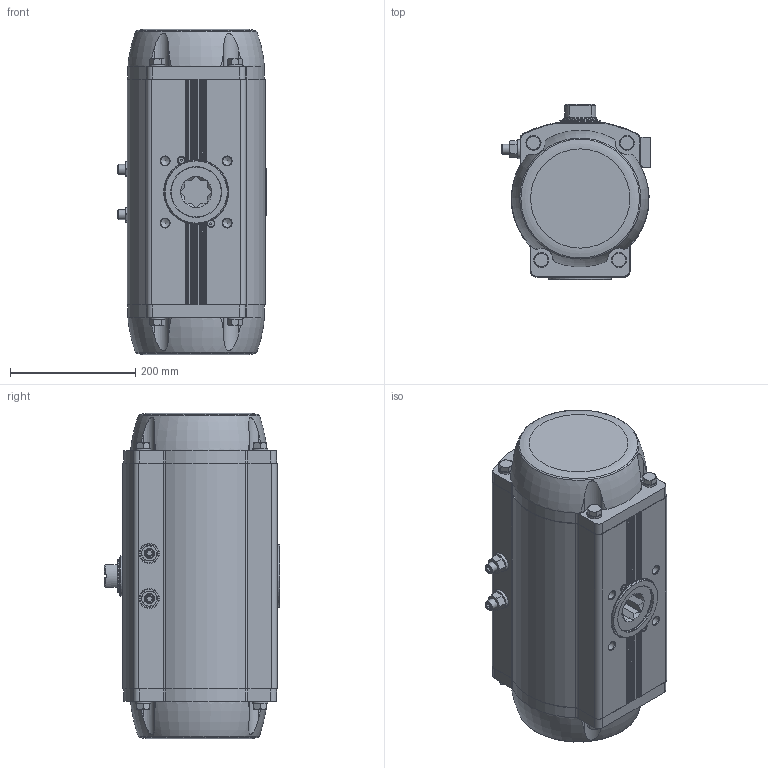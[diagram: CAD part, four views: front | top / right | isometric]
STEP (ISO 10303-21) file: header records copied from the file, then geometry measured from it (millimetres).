
FILE_DESCRIPTION(/* description */ ('STEP AP214'),/* implementation_level */ '2;1');
FILE_NAME(/* name */ '8102904_DFPD-1200-RP-90-RS45-F14-R3-C-VDE2',/* time_stamp */ '2024-08-15T16:48:57+02:00',/* author */ ('License CC BY-ND 4.0'),/* organization */ ('CADENAS'),/* preprocessor_version */ 'ST-DEVELOPER v19.3',/* originating_system */ 'PARTsolutions',/* authorisation */ ' ');
FILE_SCHEMA (('AUTOMOTIVE_DESIGN {1 0 10303 214 3 1 1}'));
Length unit declared in the file: millimetre
Products named in the file (8): 8102904 DFPD-1200-RP-90-RS45-F14-R3-C-VDE2---(0); 8042195 DFPD-1200-90-RS-F14-C-VDE2---(housing); 8042195 DFPD-1200(F14_0)---(shaft); 5235794 SCHEIBE 16.3X30X5-1.4301; DIN 934 - M16(F); 8088530 DFPD-900/1200-C--(adj); 8101073 DFPD-CTR-F14--(ctr); 8120158 DFPD-...-C-VDE2---(PS)
Assembly tree (11 placements, depth 2):
  8102904 DFPD-1200-RP-90-RS45-F14-R3-C-VDE2---(0)
    8042195 DFPD-1200-90-RS-F14-C-VDE2---(housing)
    8042195 DFPD-1200(F14_0)---(shaft)
    5235794 SCHEIBE 16.3X30X5-1.4301  x2
    DIN 934 - M16(F)  x2
    8088530 DFPD-900/1200-C--(adj)  x2
    8101073 DFPD-CTR-F14--(ctr)
    8120158 DFPD-...-C-VDE2---(PS)  x2
Bounding box: 236.33 x 279.7 x 519.3 mm (x, y, z)
Volume: 22265631.7 mm3; surface area: 689560 mm2
Topology: 11 solids, 11 shells, 803 faces, 1941 edges, 1228 vertices
Faces by surface type: plane 345, cylinder 237, cone 168, torus 51, sphere 2
Full cylindrical faces by diameter (mm): 2.5 x2, 4.134 x10, 4.2 x1, 4.5 x2, 4.917 x1, 5.5 x2, 5.917 x2, 6.647 x1, 7 x2, 8 x2, 8.5 x2, 10 x2, 10.57 x2, 11.445 x2, 11.5 x2, 12 x2, 13.835 x8, 16 x2, 16.3 x2, 22.5 x2, 24 x8, 30 x2, 32 x2, 49 x1, 50.8 x1, 51.7 x2, 52 x1, 59.5 x1, 63 x1, 65 x1
Entity records: 21310 total; most frequent: CARTESIAN_POINT 4578, DIRECTION 3417, ORIENTED_EDGE 3090, EDGE_CURVE 1545, AXIS2_PLACEMENT_3D 1377, VERTEX_POINT 1100, FACE_BOUND 1023, EDGE_LOOP 1002
